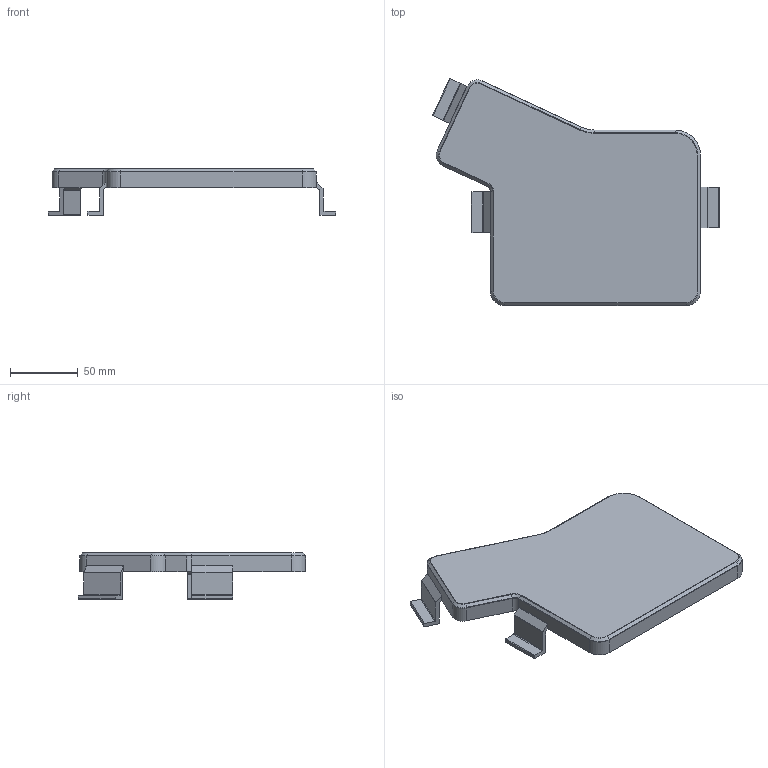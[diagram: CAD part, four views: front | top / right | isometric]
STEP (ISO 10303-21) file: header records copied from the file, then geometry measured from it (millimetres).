
FILE_DESCRIPTION(/* description */ ('STEP AP242','CAx-IF Rec.Pracs.---Representation and Presentation of Product Manufacturing Information (PMI)---4.0---2014-10-13','CAx-IF Rec.Pracs.---3D Tessellated Geometry---0.4---2014-09-14','2;1'),/* implementation_level */ '2;1');
FILE_NAME(/* name */ '642293d4f15bd512128dcd78',/* time_stamp */ '2023-03-28T07:14:29+00:00',/* author */ (''),/* organization */ (''),/* preprocessor_version */ 'ST-DEVELOPER v18.102',/* originating_system */ ' ',/* authorisation */ ' ');
FILE_SCHEMA (('AP242_MANAGED_MODEL_BASED_3D_ENGINEERING_MIM_LF { 1 0 10303 442 1 1 4 }'));
Length unit declared in the file: metre
Products named in the file (1): Part 1
Bounding box: 211.1 x 167.08 x 34.36 mm (x, y, z)
Volume: 68906.6 mm3; surface area: 68064.5 mm2
Topology: 1 solids, 1 shells, 138 faces, 341 edges, 206 vertices
Faces by surface type: cylinder 59, plane 51, torus 21, cone 7
Entity records: 4082 total; most frequent: DIRECTION 756, CARTESIAN_POINT 701, ORIENTED_EDGE 682, EDGE_CURVE 341, AXIS2_PLACEMENT_3D 281, VERTEX_POINT 206, LINE 194, VECTOR 194
